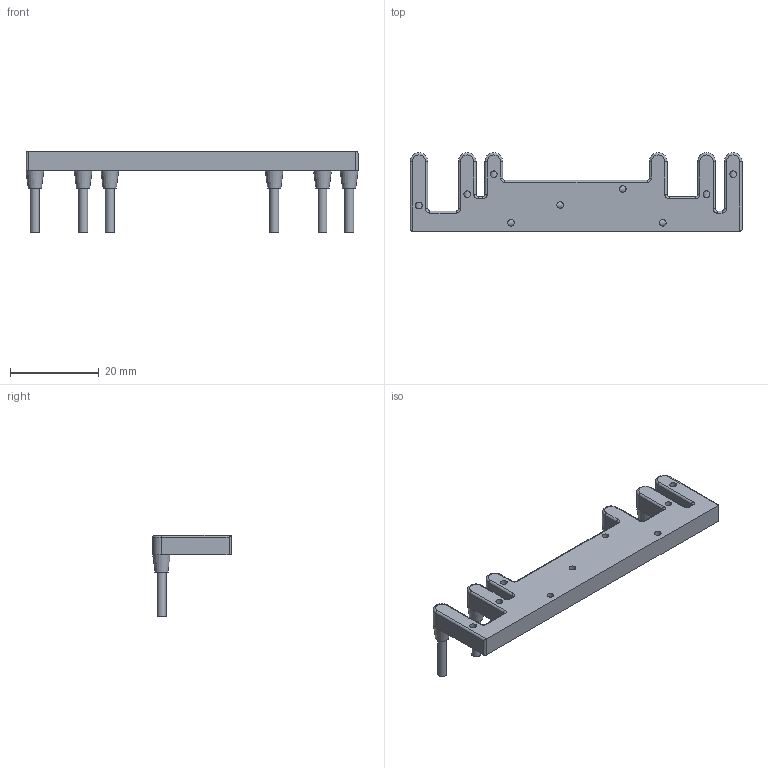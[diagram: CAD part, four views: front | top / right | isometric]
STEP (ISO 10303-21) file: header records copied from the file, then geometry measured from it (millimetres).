
FILE_DESCRIPTION((''),'2;1');
FILE_NAME('12C90084G02 - 300-RWS25 R2.stp','2015-05-26T11:07:03',('rshanor'),(''),'Autodesk Inventor 2013','Autodesk Inventor 2013','');
FILE_SCHEMA(('AUTOMOTIVE_DESIGN { 1 2 10303 214 0 1 1 1 }'));
Length unit declared in the file: inch
Products named in the file (1): 12C90084G02
Bounding box: 74.9 x 17.7 x 18.3 mm (x, y, z)
Volume: 4346 mm3; surface area: 3706.3 mm2
Topology: 1 solids, 1 shells, 131 faces, 276 edges, 171 vertices
Faces by surface type: cylinder 77, plane 32, torus 16, cone 6
Full cylindrical faces by diameter (mm): 1.5 x18, 2 x6
Entity records: 4112 total; most frequent: CARTESIAN_POINT 1261, DIRECTION 605, ORIENTED_EDGE 466, AXIS2_PLACEMENT_3D 258, EDGE_CURVE 233, EDGE_LOOP 185, VERTEX_POINT 158, STYLED_ITEM 132
